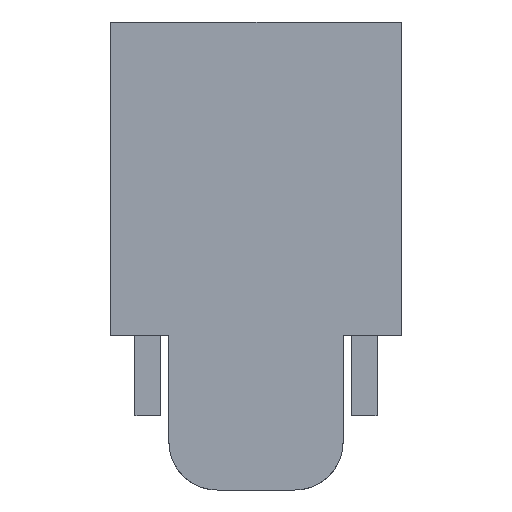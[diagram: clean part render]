
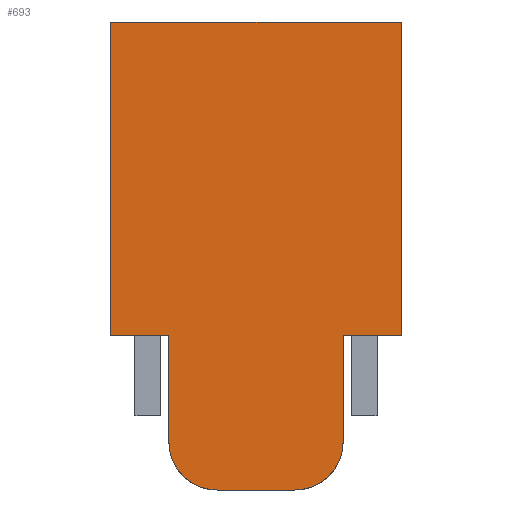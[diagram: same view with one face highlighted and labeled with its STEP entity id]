
A CAD part, left-side view. The second image highlights one B-rep face of the part: STEP entity #693.
In plain terms, the highlighted planar face has unit normal (-1, 0, 0).
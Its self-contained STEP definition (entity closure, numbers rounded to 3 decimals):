
#23=FACE_OUTER_BOUND('',#59,.T.);
#59=EDGE_LOOP('',(#457,#458,#459,#460,#461,#462,#463,#464,#465,#466));
#95=CIRCLE('',#744,1.5);
#96=CIRCLE('',#745,1.5);
#99=LINE('',#975,#193);
#100=LINE('',#977,#194);
#101=LINE('',#979,#195);
#102=LINE('',#981,#196);
#103=LINE('',#983,#197);
#104=LINE('',#987,#198);
#105=LINE('',#991,#199);
#106=LINE('',#992,#200);
#193=VECTOR('',#791,1000.);
#194=VECTOR('',#792,1000.);
#195=VECTOR('',#793,1000.);
#196=VECTOR('',#794,1000.);
#197=VECTOR('',#795,1000.);
#198=VECTOR('',#798,1000.);
#199=VECTOR('',#801,1000.);
#200=VECTOR('',#802,1000.);
#287=VERTEX_POINT('',#973);
#288=VERTEX_POINT('',#974);
#289=VERTEX_POINT('',#976);
#290=VERTEX_POINT('',#978);
#291=VERTEX_POINT('',#980);
#292=VERTEX_POINT('',#982);
#293=VERTEX_POINT('',#984);
#294=VERTEX_POINT('',#986);
#295=VERTEX_POINT('',#988);
#296=VERTEX_POINT('',#990);
#355=EDGE_CURVE('',#287,#288,#99,.T.);
#356=EDGE_CURVE('',#289,#287,#100,.T.);
#357=EDGE_CURVE('',#290,#289,#101,.T.);
#358=EDGE_CURVE('',#291,#290,#102,.T.);
#359=EDGE_CURVE('',#291,#292,#103,.T.);
#360=EDGE_CURVE('',#293,#292,#95,.T.);
#361=EDGE_CURVE('',#294,#293,#104,.T.);
#362=EDGE_CURVE('',#295,#294,#96,.T.);
#363=EDGE_CURVE('',#295,#296,#105,.T.);
#364=EDGE_CURVE('',#288,#296,#106,.T.);
#457=ORIENTED_EDGE('',*,*,#355,.F.);
#458=ORIENTED_EDGE('',*,*,#356,.F.);
#459=ORIENTED_EDGE('',*,*,#357,.F.);
#460=ORIENTED_EDGE('',*,*,#358,.F.);
#461=ORIENTED_EDGE('',*,*,#359,.T.);
#462=ORIENTED_EDGE('',*,*,#360,.F.);
#463=ORIENTED_EDGE('',*,*,#361,.F.);
#464=ORIENTED_EDGE('',*,*,#362,.F.);
#465=ORIENTED_EDGE('',*,*,#363,.T.);
#466=ORIENTED_EDGE('',*,*,#364,.F.);
#661=PLANE('',#743);
#693=ADVANCED_FACE('',(#23),#661,.T.);
#743=AXIS2_PLACEMENT_3D('',#972,#789,#790);
#744=AXIS2_PLACEMENT_3D('',#985,#796,#797);
#745=AXIS2_PLACEMENT_3D('',#989,#799,#800);
#789=DIRECTION('center_axis',(-1.,0.,0.));
#790=DIRECTION('ref_axis',(0.,-1.,0.));
#791=DIRECTION('',(0.,0.,-1.));
#792=DIRECTION('',(0.,-1.,0.));
#793=DIRECTION('',(0.,0.,1.));
#794=DIRECTION('',(0.,1.,0.));
#795=DIRECTION('',(0.,0.,-1.));
#796=DIRECTION('center_axis',(1.,0.,0.));
#797=DIRECTION('ref_axis',(0.,0.,1.));
#798=DIRECTION('',(0.,1.,0.));
#799=DIRECTION('center_axis',(1.,0.,0.));
#800=DIRECTION('ref_axis',(0.,0.,1.));
#801=DIRECTION('',(0.,0.,1.));
#802=DIRECTION('',(0.,1.,0.));
#972=CARTESIAN_POINT('Origin',(-13.349,-0.278,9.688));
#973=CARTESIAN_POINT('',(-13.349,-4.778,9.688));
#974=CARTESIAN_POINT('',(-13.349,-4.778,-0.012));
#975=CARTESIAN_POINT('',(-13.349,-4.778,-26.367));
#976=CARTESIAN_POINT('',(-13.349,4.222,9.688));
#977=CARTESIAN_POINT('',(-13.349,-0.278,9.688));
#978=CARTESIAN_POINT('',(-13.349,4.222,-0.012));
#979=CARTESIAN_POINT('',(-13.349,4.222,-26.367));
#980=CARTESIAN_POINT('',(-13.349,2.422,-0.012));
#981=CARTESIAN_POINT('',(-13.349,-0.278,-0.012));
#982=CARTESIAN_POINT('',(-13.349,2.422,-3.312));
#983=CARTESIAN_POINT('',(-13.349,2.422,-26.367));
#984=CARTESIAN_POINT('',(-13.349,0.922,-4.812));
#985=CARTESIAN_POINT('Origin',(-13.349,0.922,-3.312));
#986=CARTESIAN_POINT('',(-13.349,-1.478,-4.812));
#987=CARTESIAN_POINT('',(-13.349,-0.278,-4.812));
#988=CARTESIAN_POINT('',(-13.349,-2.978,-3.312));
#989=CARTESIAN_POINT('Origin',(-13.349,-1.478,-3.312));
#990=CARTESIAN_POINT('',(-13.349,-2.978,-0.012));
#991=CARTESIAN_POINT('',(-13.349,-2.978,-26.367));
#992=CARTESIAN_POINT('',(-13.349,-0.278,-0.012));
